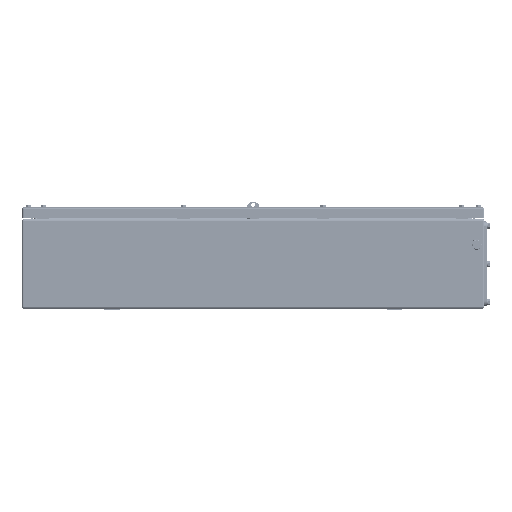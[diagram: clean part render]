
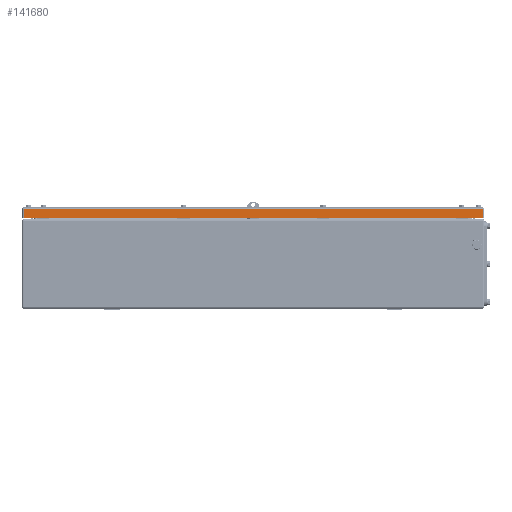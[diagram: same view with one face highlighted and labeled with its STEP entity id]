
A CAD part, left-side view. The second image highlights one B-rep face of the part: STEP entity #141680.
In plain terms, the highlighted planar face has unit normal (-1, 0, 0).
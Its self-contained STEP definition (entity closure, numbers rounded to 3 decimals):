
#141653=AXIS2_PLACEMENT_3D('Plane Axis2P3D',#141650,#141651,#141652) ;
#141283=CARTESIAN_POINT('Vertex',(41.,14.5,200.5)) ;
#141290=CARTESIAN_POINT('Vertex',(41.,921.5,200.5)) ;
#141293=CARTESIAN_POINT('Line Origine',(41.,468.,200.5)) ;
#141650=CARTESIAN_POINT('Axis2P3D Location',(41.,11.5,183.5)) ;
#141655=CARTESIAN_POINT('Line Origine',(41.,14.5,192.)) ;
#141659=CARTESIAN_POINT('Vertex',(41.,14.5,183.5)) ;
#141662=CARTESIAN_POINT('Line Origine',(41.,921.5,192.)) ;
#141666=CARTESIAN_POINT('Vertex',(41.,921.5,183.5)) ;
#141669=CARTESIAN_POINT('Line Origine',(41.,468.,183.5)) ;
#141294=DIRECTION('Vector Direction',(0.,1.,0.)) ;
#141651=DIRECTION('Axis2P3D Direction',(-1.,0.,0.)) ;
#141652=DIRECTION('Axis2P3D XDirection',(0.,-1.,0.)) ;
#141656=DIRECTION('Vector Direction',(0.,0.,1.)) ;
#141663=DIRECTION('Vector Direction',(0.,0.,-1.)) ;
#141670=DIRECTION('Vector Direction',(0.,-1.,0.)) ;
#141295=VECTOR('Line Direction',#141294,1.) ;
#141657=VECTOR('Line Direction',#141656,1.) ;
#141664=VECTOR('Line Direction',#141663,1.) ;
#141671=VECTOR('Line Direction',#141670,1.) ;
#141675=ORIENTED_EDGE('',*,*,#141661,.T.) ;
#141676=ORIENTED_EDGE('',*,*,#141297,.T.) ;
#141677=ORIENTED_EDGE('',*,*,#141668,.T.) ;
#141678=ORIENTED_EDGE('',*,*,#141673,.T.) ;
#141680=ADVANCED_FACE('Cover',(#141679),#141654,.T.) ;
#141297=EDGE_CURVE('',#141284,#141291,#141296,.T.) ;
#141661=EDGE_CURVE('',#141660,#141284,#141658,.T.) ;
#141668=EDGE_CURVE('',#141291,#141667,#141665,.T.) ;
#141673=EDGE_CURVE('',#141667,#141660,#141672,.T.) ;
#141674=EDGE_LOOP('',(#141675,#141676,#141677,#141678)) ;
#141679=FACE_OUTER_BOUND('',#141674,.T.) ;
#141296=LINE('Line',#141293,#141295) ;
#141658=LINE('Line',#141655,#141657) ;
#141665=LINE('Line',#141662,#141664) ;
#141672=LINE('Line',#141669,#141671) ;
#141654=PLANE('',#141653) ;
#141284=VERTEX_POINT('',#141283) ;
#141291=VERTEX_POINT('',#141290) ;
#141660=VERTEX_POINT('',#141659) ;
#141667=VERTEX_POINT('',#141666) ;
